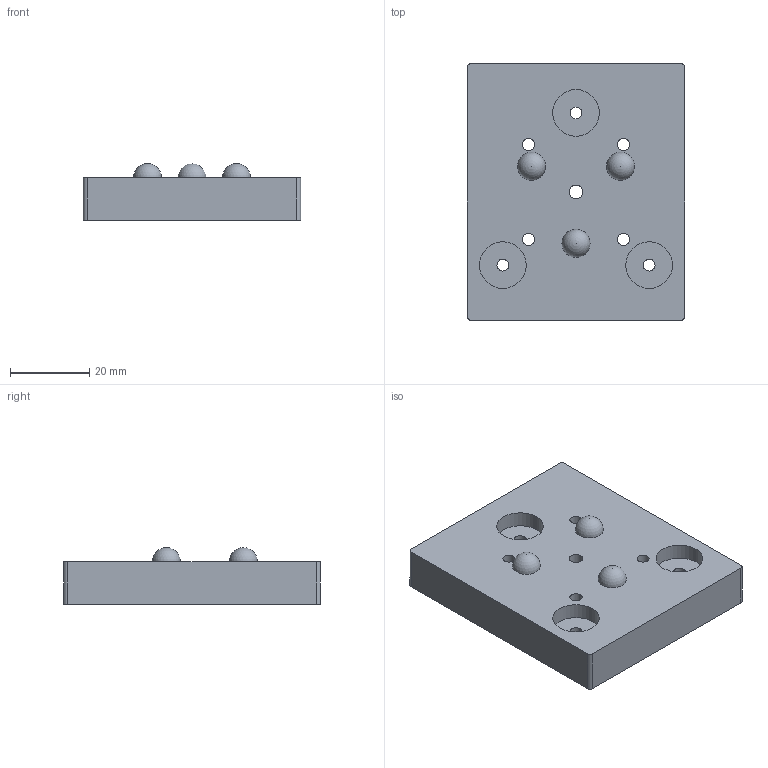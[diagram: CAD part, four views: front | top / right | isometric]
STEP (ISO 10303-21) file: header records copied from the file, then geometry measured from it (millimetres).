
FILE_DESCRIPTION(/* description */ (''),/* implementation_level */ '2;1');
FILE_NAME(/* name */ 'adapter_no_probe_holder.step',/* time_stamp */ '2025-05-11T15:30:27-04:00',/* author */ (''),/* organization */ (''),/* preprocessor_version */ 'ST-DEVELOPER v20.1',/* originating_system */ 'Autodesk Translation Framework v14.4.0.0',/* authorisation */ '');
FILE_SCHEMA (('AUTOMOTIVE_DESIGN { 1 0 10303 214 3 1 1 }'));
Length unit declared in the file: millimetre
Products named in the file (3): Extruder Mount; X Carriage; Component13
Assembly tree (2 placements, depth 3):
  Extruder Mount
    X Carriage
      Component13
Bounding box: 55 x 65 x 14.35 mm (x, y, z)
Volume: 37005 mm3; surface area: 10890.1 mm2
Topology: 1 solids, 1 shells, 27 faces, 66 edges, 44 vertices
Faces by surface type: cylinder 15, plane 9, sphere 3
Full cylindrical faces by diameter (mm): 3 x3, 3.05 x4, 3.5 x1, 11.8 x3
Entity records: 927 total; most frequent: DIRECTION 163, CARTESIAN_POINT 139, ORIENTED_EDGE 126, AXIS2_PLACEMENT_3D 68, EDGE_CURVE 63, EDGE_LOOP 49, VERTEX_POINT 44, CIRCLE 36
